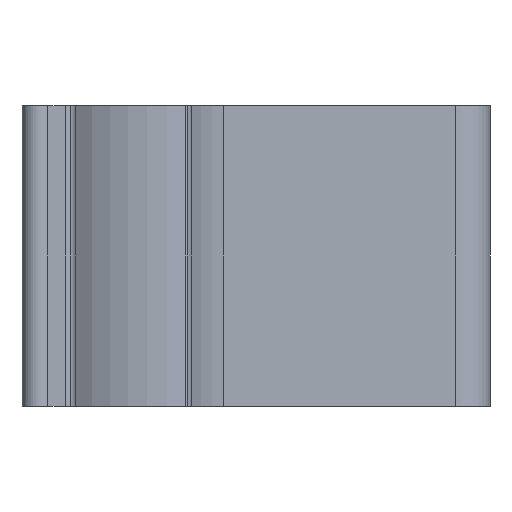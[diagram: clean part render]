
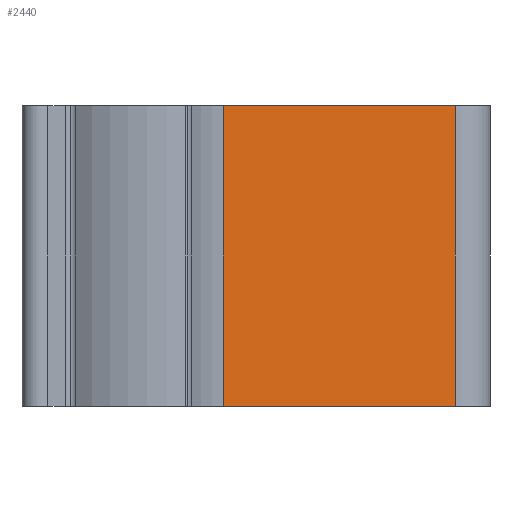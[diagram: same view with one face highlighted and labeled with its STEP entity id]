
A CAD part, left-side view. The second image highlights one B-rep face of the part: STEP entity #2440.
In plain terms, the highlighted planar face has unit normal (-0.997, -0.075, 0).
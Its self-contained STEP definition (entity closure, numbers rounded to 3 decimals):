
#127 = VECTOR ( 'NONE', #1405, 1000. ) ;
#128 = LINE ( 'NONE', #1404, #127 ) ;
#316 = ORIENTED_EDGE ( 'NONE', *, *, #917, .F. ) ;
#426 = ORIENTED_EDGE ( 'NONE', *, *, #865, .T. ) ;
#427 = ORIENTED_EDGE ( 'NONE', *, *, #909, .F. ) ;
#428 = ORIENTED_EDGE ( 'NONE', *, *, #901, .F. ) ;
#748 = EDGE_LOOP ( 'NONE', ( #316, #426, #427, #428 ) ) ;
#865 = EDGE_CURVE ( 'NONE', #1237, #1203, #128, .T. ) ;
#901 = EDGE_CURVE ( 'NONE', #1208, #1207, #2748, .T. ) ;
#909 = EDGE_CURVE ( 'NONE', #1207, #1203, #2764, .T. ) ;
#917 = EDGE_CURVE ( 'NONE', #1237, #1208, #2775, .T. ) ;
#1203 = VERTEX_POINT ( 'NONE', #1926 ) ;
#1207 = VERTEX_POINT ( 'NONE', #1930 ) ;
#1208 = VERTEX_POINT ( 'NONE', #1931 ) ;
#1237 = VERTEX_POINT ( 'NONE', #1960 ) ;
#1404 = CARTESIAN_POINT ( 'NONE',  ( -3.596, -7.905, -22.684 ) ) ;
#1405 = DIRECTION ( 'NONE',  ( 0., 0., 1. ) ) ;
#1490 = CARTESIAN_POINT ( 'NONE',  ( -4.175, -0.187, -22.684 ) ) ;
#1491 = DIRECTION ( 'NONE',  ( 0., 0., 1. ) ) ;
#1509 = CARTESIAN_POINT ( 'NONE',  ( -4.175, -0.187, 5. ) ) ;
#1510 = DIRECTION ( 'NONE',  ( 0.075, -0.997, 0. ) ) ;
#1521 = CARTESIAN_POINT ( 'NONE',  ( -4.175, -0.187, -5. ) ) ;
#1531 = DIRECTION ( 'NONE',  ( -0.075, 0.997, 0. ) ) ;
#1926 = CARTESIAN_POINT ( 'NONE',  ( -3.596, -7.905, 5. ) ) ;
#1930 = CARTESIAN_POINT ( 'NONE',  ( -4.175, -0.187, 5. ) ) ;
#1931 = CARTESIAN_POINT ( 'NONE',  ( -4.175, -0.187, -5. ) ) ;
#1960 = CARTESIAN_POINT ( 'NONE',  ( -3.596, -7.905, -5. ) ) ;
#2259 = FACE_OUTER_BOUND ( 'NONE', #748, .T. ) ;
#2440 = ADVANCED_FACE ( 'NONE', ( #2259 ), #3179, .T. ) ;
#2733 = VECTOR ( 'NONE', #1491, 1000. ) ;
#2748 = LINE ( 'NONE', #1490, #2733 ) ;
#2764 = LINE ( 'NONE', #1509, #2765 ) ;
#2765 = VECTOR ( 'NONE', #1510, 1000. ) ;
#2775 = LINE ( 'NONE', #1521, #2777 ) ;
#2777 = VECTOR ( 'NONE', #1531, 1000. ) ;
#3178 = CARTESIAN_POINT ( 'NONE',  ( -4.175, -0.187, -22.684 ) ) ;
#3179 = PLANE ( 'NONE',  #3871 ) ;
#3188 = DIRECTION ( 'NONE',  ( -0.997, -0.075, 0. ) ) ;
#3189 = DIRECTION ( 'NONE',  ( 0.075, -0.997, 0. ) ) ;
#3871 = AXIS2_PLACEMENT_3D ( 'NONE', #3178, #3188, #3189 ) ;
